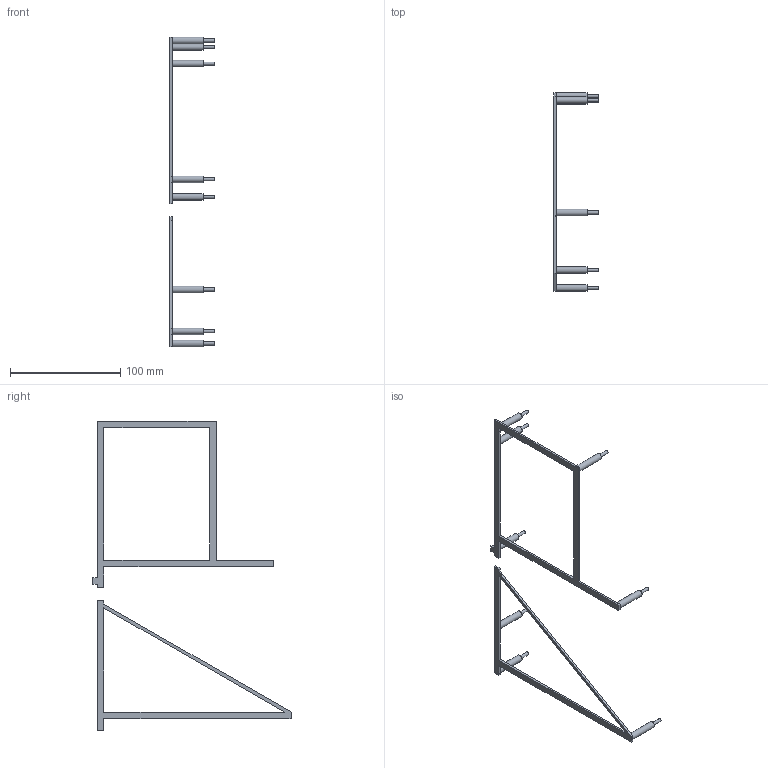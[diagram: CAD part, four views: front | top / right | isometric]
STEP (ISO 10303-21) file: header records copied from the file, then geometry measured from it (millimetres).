
FILE_DESCRIPTION(/* description */ (''),/* implementation_level */ '2;1');
FILE_NAME(/* name */ 'PX8 Fixture v5.step',/* time_stamp */ '2020-09-23T16:28:58+01:00',/* author */ (''),/* organization */ (''),/* preprocessor_version */ 'ST-DEVELOPER v18.1',/* originating_system */ 'Autodesk Translation Framework v9.3.0.1241',/* authorisation */ '');
FILE_SCHEMA (('AUTOMOTIVE_DESIGN { 1 0 10303 214 3 1 1 }'));
Length unit declared in the file: millimetre
Products named in the file (1): Fixture
Bounding box: 40 x 180 x 281 mm (x, y, z)
Volume: 17828.5 mm3; surface area: 19975.2 mm2
Topology: 2 solids, 2 shells, 73 faces, 167 edges, 104 vertices
Faces by surface type: plane 57, cylinder 16
Full cylindrical faces by diameter (mm): 2.828 x7, 3 x1, 6 x8
Entity records: 2073 total; most frequent: DIRECTION 363, CARTESIAN_POINT 345, ORIENTED_EDGE 334, EDGE_CURVE 167, AXIS2_PLACEMENT_3D 122, LINE 119, VECTOR 119, VERTEX_POINT 104
